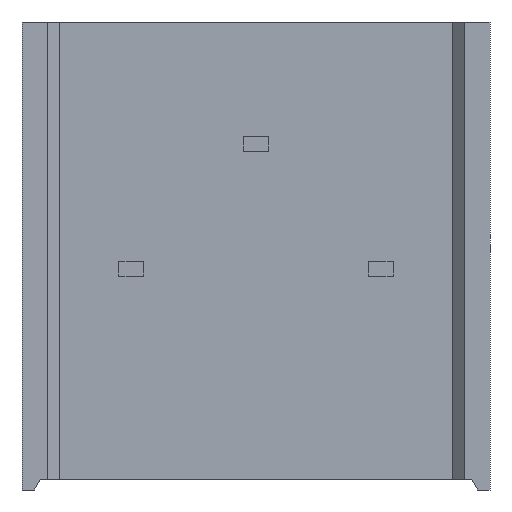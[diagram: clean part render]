
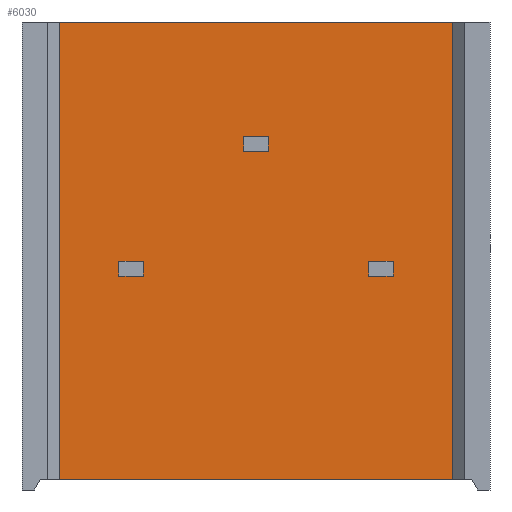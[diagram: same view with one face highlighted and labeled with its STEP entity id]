
A CAD part, front view. The second image highlights one B-rep face of the part: STEP entity #6030.
In plain terms, the highlighted planar face has unit normal (0, -1, 0).
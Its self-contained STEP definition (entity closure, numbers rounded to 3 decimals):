
#56=LINE('',#7578,#387);
#65=LINE('',#7817,#396);
#66=LINE('',#7820,#397);
#67=LINE('',#7822,#398);
#68=LINE('',#7824,#399);
#69=LINE('',#7825,#400);
#70=LINE('',#7827,#401);
#71=LINE('',#7829,#402);
#72=LINE('',#7830,#403);
#73=LINE('',#7833,#404);
#74=LINE('',#7835,#405);
#75=LINE('',#7837,#406);
#76=LINE('',#7838,#407);
#77=LINE('',#7841,#408);
#78=LINE('',#7843,#409);
#79=LINE('',#7845,#410);
#387=VECTOR('',#6534,1000.);
#396=VECTOR('',#6549,1000.);
#397=VECTOR('',#6550,1000.);
#398=VECTOR('',#6551,1000.);
#399=VECTOR('',#6552,1000.);
#400=VECTOR('',#6553,1000.);
#401=VECTOR('',#6554,1000.);
#402=VECTOR('',#6555,1000.);
#403=VECTOR('',#6556,1000.);
#404=VECTOR('',#6557,1000.);
#405=VECTOR('',#6558,1000.);
#406=VECTOR('',#6559,1000.);
#407=VECTOR('',#6560,1000.);
#408=VECTOR('',#6561,1000.);
#409=VECTOR('',#6562,1000.);
#410=VECTOR('',#6563,1000.);
#821=ORIENTED_EDGE('',*,*,#2121,.F.);
#822=ORIENTED_EDGE('',*,*,#2122,.F.);
#823=ORIENTED_EDGE('',*,*,#2123,.F.);
#824=ORIENTED_EDGE('',*,*,#2124,.F.);
#825=ORIENTED_EDGE('',*,*,#2125,.T.);
#826=ORIENTED_EDGE('',*,*,#2058,.T.);
#827=ORIENTED_EDGE('',*,*,#2126,.F.);
#828=ORIENTED_EDGE('',*,*,#2127,.F.);
#829=ORIENTED_EDGE('',*,*,#2128,.F.);
#830=ORIENTED_EDGE('',*,*,#2129,.F.);
#831=ORIENTED_EDGE('',*,*,#2130,.F.);
#832=ORIENTED_EDGE('',*,*,#2131,.F.);
#833=ORIENTED_EDGE('',*,*,#2132,.F.);
#834=ORIENTED_EDGE('',*,*,#2133,.F.);
#835=ORIENTED_EDGE('',*,*,#2134,.F.);
#836=ORIENTED_EDGE('',*,*,#2135,.F.);
#2058=EDGE_CURVE('',#2708,#2709,#56,.T.);
#2121=EDGE_CURVE('',#2771,#2772,#65,.T.);
#2122=EDGE_CURVE('',#2773,#2771,#66,.T.);
#2123=EDGE_CURVE('',#2774,#2773,#67,.T.);
#2124=EDGE_CURVE('',#2772,#2774,#68,.T.);
#2125=EDGE_CURVE('',#2775,#2708,#69,.T.);
#2126=EDGE_CURVE('',#2776,#2709,#70,.T.);
#2127=EDGE_CURVE('',#2775,#2776,#71,.T.);
#2128=EDGE_CURVE('',#2777,#2778,#72,.T.);
#2129=EDGE_CURVE('',#2779,#2777,#73,.T.);
#2130=EDGE_CURVE('',#2780,#2779,#74,.T.);
#2131=EDGE_CURVE('',#2778,#2780,#75,.T.);
#2132=EDGE_CURVE('',#2781,#2782,#76,.T.);
#2133=EDGE_CURVE('',#2783,#2781,#77,.T.);
#2134=EDGE_CURVE('',#2784,#2783,#78,.T.);
#2135=EDGE_CURVE('',#2782,#2784,#79,.T.);
#2708=VERTEX_POINT('',#7579);
#2709=VERTEX_POINT('',#7580);
#2771=VERTEX_POINT('',#7818);
#2772=VERTEX_POINT('',#7819);
#2773=VERTEX_POINT('',#7821);
#2774=VERTEX_POINT('',#7823);
#2775=VERTEX_POINT('',#7826);
#2776=VERTEX_POINT('',#7828);
#2777=VERTEX_POINT('',#7831);
#2778=VERTEX_POINT('',#7832);
#2779=VERTEX_POINT('',#7834);
#2780=VERTEX_POINT('',#7836);
#2781=VERTEX_POINT('',#7839);
#2782=VERTEX_POINT('',#7840);
#2783=VERTEX_POINT('',#7842);
#2784=VERTEX_POINT('',#7844);
#3428=EDGE_LOOP('',(#821,#822,#823,#824));
#3429=EDGE_LOOP('',(#825,#826,#827,#828));
#3430=EDGE_LOOP('',(#829,#830,#831,#832));
#3431=EDGE_LOOP('',(#833,#834,#835,#836));
#3723=FACE_BOUND('',#3428,.T.);
#3724=FACE_BOUND('',#3429,.T.);
#3725=FACE_BOUND('',#3430,.T.);
#3726=FACE_BOUND('',#3431,.T.);
#4005=PLANE('',#6292);
#6030=ADVANCED_FACE('',(#3723,#3724,#3725,#3726),#4005,.F.);
#6292=AXIS2_PLACEMENT_3D('',#7816,#6547,#6548);
#6534=DIRECTION('',(-1.,0.,0.));
#6547=DIRECTION('',(0.,1.,0.));
#6548=DIRECTION('',(-1.,0.,0.));
#6549=DIRECTION('',(0.,0.,-1.));
#6550=DIRECTION('',(-1.,0.,0.));
#6551=DIRECTION('',(0.,0.,1.));
#6552=DIRECTION('',(1.,0.,0.));
#6553=DIRECTION('',(0.,0.,1.));
#6554=DIRECTION('',(0.,0.,1.));
#6555=DIRECTION('',(-1.,0.,0.));
#6556=DIRECTION('',(0.,0.,-1.));
#6557=DIRECTION('',(-1.,0.,0.));
#6558=DIRECTION('',(0.,0.,1.));
#6559=DIRECTION('',(1.,0.,0.));
#6560=DIRECTION('',(0.,0.,-1.));
#6561=DIRECTION('',(-1.,0.,0.));
#6562=DIRECTION('',(0.,0.,1.));
#6563=DIRECTION('',(1.,0.,0.));
#7578=CARTESIAN_POINT('',(4.,-4.58,4.76));
#7579=CARTESIAN_POINT('',(4.,-4.58,4.76));
#7580=CARTESIAN_POINT('',(-4.,-4.58,4.76));
#7816=CARTESIAN_POINT('',(4.,-4.58,-45.24));
#7817=CARTESIAN_POINT('',(2.29,-4.58,-0.11));
#7818=CARTESIAN_POINT('',(2.29,-4.58,-0.11));
#7819=CARTESIAN_POINT('',(2.29,-4.58,-0.41));
#7820=CARTESIAN_POINT('',(2.79,-4.58,-0.11));
#7821=CARTESIAN_POINT('',(2.79,-4.58,-0.11));
#7822=CARTESIAN_POINT('',(2.79,-4.58,-0.41));
#7823=CARTESIAN_POINT('',(2.79,-4.58,-0.41));
#7824=CARTESIAN_POINT('',(2.29,-4.58,-0.41));
#7825=CARTESIAN_POINT('',(4.,-4.58,-45.24));
#7826=CARTESIAN_POINT('',(4.,-4.58,-4.543));
#7827=CARTESIAN_POINT('',(-4.,-4.58,-45.24));
#7828=CARTESIAN_POINT('',(-4.,-4.58,-4.543));
#7829=CARTESIAN_POINT('',(4.385,-4.58,-4.543));
#7830=CARTESIAN_POINT('',(-0.25,-4.58,2.43));
#7831=CARTESIAN_POINT('',(-0.25,-4.58,2.43));
#7832=CARTESIAN_POINT('',(-0.25,-4.58,2.13));
#7833=CARTESIAN_POINT('',(0.25,-4.58,2.43));
#7834=CARTESIAN_POINT('',(0.25,-4.58,2.43));
#7835=CARTESIAN_POINT('',(0.25,-4.58,2.13));
#7836=CARTESIAN_POINT('',(0.25,-4.58,2.13));
#7837=CARTESIAN_POINT('',(-0.25,-4.58,2.13));
#7838=CARTESIAN_POINT('',(-2.79,-4.58,-0.11));
#7839=CARTESIAN_POINT('',(-2.79,-4.58,-0.11));
#7840=CARTESIAN_POINT('',(-2.79,-4.58,-0.41));
#7841=CARTESIAN_POINT('',(-2.29,-4.58,-0.11));
#7842=CARTESIAN_POINT('',(-2.29,-4.58,-0.11));
#7843=CARTESIAN_POINT('',(-2.29,-4.58,-0.41));
#7844=CARTESIAN_POINT('',(-2.29,-4.58,-0.41));
#7845=CARTESIAN_POINT('',(-2.79,-4.58,-0.41));
